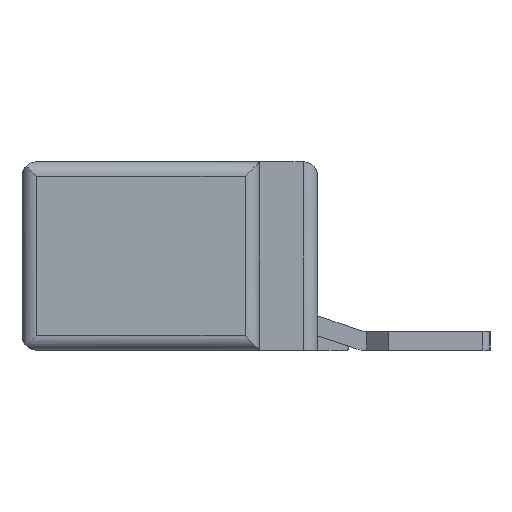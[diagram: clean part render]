
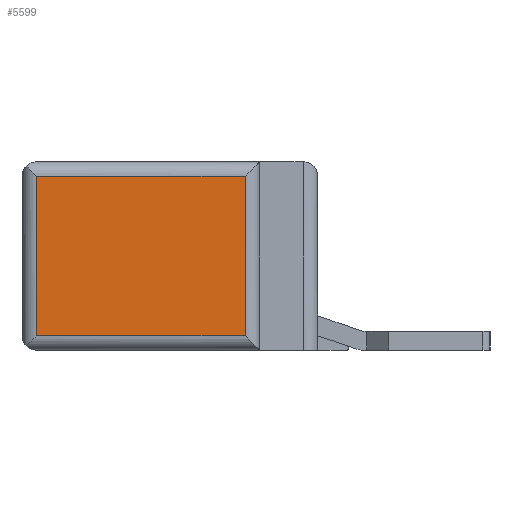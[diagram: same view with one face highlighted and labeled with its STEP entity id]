
A CAD part, left-side view. The second image highlights one B-rep face of the part: STEP entity #5599.
In plain terms, the highlighted planar face has unit normal (-1, 0, 0).
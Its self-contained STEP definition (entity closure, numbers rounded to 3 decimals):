
#877 = CYLINDRICAL_SURFACE('',#878,1.);
#878 = AXIS2_PLACEMENT_3D('',#879,#880,#881);
#879 = CARTESIAN_POINT('',(-46.75,-90.,-5.5));
#880 = DIRECTION('',(0.,1.,0.));
#881 = DIRECTION('',(1.,0.,0.));
#1993 = CYLINDRICAL_SURFACE('',#1994,1.);
#1994 = AXIS2_PLACEMENT_3D('',#1995,#1996,#1997);
#1995 = CARTESIAN_POINT('',(-46.75,-90.,5.5));
#1996 = DIRECTION('',(0.,1.,0.));
#1997 = DIRECTION('',(1.,0.,0.));
#3959 = CYLINDRICAL_SURFACE('',#3960,1.);
#3960 = AXIS2_PLACEMENT_3D('',#3961,#3962,#3963);
#3961 = CARTESIAN_POINT('',(-46.75,5.,-6.5));
#3962 = DIRECTION('',(0.,0.,1.));
#3963 = DIRECTION('',(1.,0.,0.));
#3978 = VERTEX_POINT('',#3979);
#3979 = CARTESIAN_POINT('',(-47.75,5.,5.5));
#4094 = EDGE_CURVE('',#4095,#3978,#4097,.T.);
#4095 = VERTEX_POINT('',#4096);
#4096 = CARTESIAN_POINT('',(-47.75,5.,-5.5));
#4097 = SURFACE_CURVE('',#4098,(#4102,#4109),.PCURVE_S1.);
#4098 = LINE('',#4099,#4100);
#4099 = CARTESIAN_POINT('',(-47.75,5.,-5.5));
#4100 = VECTOR('',#4101,1.);
#4101 = DIRECTION('',(0.,0.,1.));
#4102 = PCURVE('',#3959,#4103);
#4103 = DEFINITIONAL_REPRESENTATION('',(#4104),#4108);
#4104 = LINE('',#4105,#4106);
#4105 = CARTESIAN_POINT('',(3.142,1.));
#4106 = VECTOR('',#4107,1.);
#4107 = DIRECTION('',(0.,1.));
#4108 = ( GEOMETRIC_REPRESENTATION_CONTEXT(2) 
PARAMETRIC_REPRESENTATION_CONTEXT() REPRESENTATION_CONTEXT('2D SPACE',''
  ) );
#4109 = PCURVE('',#4110,#4115);
#4110 = PLANE('',#4111);
#4111 = AXIS2_PLACEMENT_3D('',#4112,#4113,#4114);
#4112 = CARTESIAN_POINT('',(-47.75,19.4,-6.5));
#4113 = DIRECTION('',(-1.,0.,0.));
#4114 = DIRECTION('',(0.,-1.,0.));
#4115 = DEFINITIONAL_REPRESENTATION('',(#4116),#4120);
#4116 = LINE('',#4117,#4118);
#4117 = CARTESIAN_POINT('',(14.4,1.));
#4118 = VECTOR('',#4119,1.);
#4119 = DIRECTION('',(0.,1.));
#4120 = ( GEOMETRIC_REPRESENTATION_CONTEXT(2) 
PARAMETRIC_REPRESENTATION_CONTEXT() REPRESENTATION_CONTEXT('2D SPACE',''
  ) );
#4242 = EDGE_CURVE('',#4095,#4243,#4245,.T.);
#4243 = VERTEX_POINT('',#4244);
#4244 = CARTESIAN_POINT('',(-47.75,19.4,-5.5));
#4245 = SURFACE_CURVE('',#4246,(#4250,#4257),.PCURVE_S1.);
#4246 = LINE('',#4247,#4248);
#4247 = CARTESIAN_POINT('',(-47.75,5.,-5.5));
#4248 = VECTOR('',#4249,1.);
#4249 = DIRECTION('',(0.,1.,0.));
#4250 = PCURVE('',#877,#4251);
#4251 = DEFINITIONAL_REPRESENTATION('',(#4252),#4256);
#4252 = LINE('',#4253,#4254);
#4253 = CARTESIAN_POINT('',(3.142,95.));
#4254 = VECTOR('',#4255,1.);
#4255 = DIRECTION('',(0.,1.));
#4256 = ( GEOMETRIC_REPRESENTATION_CONTEXT(2) 
PARAMETRIC_REPRESENTATION_CONTEXT() REPRESENTATION_CONTEXT('2D SPACE',''
  ) );
#4257 = PCURVE('',#4110,#4258);
#4258 = DEFINITIONAL_REPRESENTATION('',(#4259),#4263);
#4259 = LINE('',#4260,#4261);
#4260 = CARTESIAN_POINT('',(14.4,1.));
#4261 = VECTOR('',#4262,1.);
#4262 = DIRECTION('',(-1.,0.));
#4263 = ( GEOMETRIC_REPRESENTATION_CONTEXT(2) 
PARAMETRIC_REPRESENTATION_CONTEXT() REPRESENTATION_CONTEXT('2D SPACE',''
  ) );
#4306 = CYLINDRICAL_SURFACE('',#4307,1.);
#4307 = AXIS2_PLACEMENT_3D('',#4308,#4309,#4310);
#4308 = CARTESIAN_POINT('',(-46.75,19.4,-6.5));
#4309 = DIRECTION('',(0.,0.,1.));
#4310 = DIRECTION('',(1.,0.,0.));
#5509 = VERTEX_POINT('',#5510);
#5510 = CARTESIAN_POINT('',(-47.75,19.4,5.5));
#5578 = EDGE_CURVE('',#3978,#5509,#5579,.T.);
#5579 = SURFACE_CURVE('',#5580,(#5584,#5591),.PCURVE_S1.);
#5580 = LINE('',#5581,#5582);
#5581 = CARTESIAN_POINT('',(-47.75,5.,5.5));
#5582 = VECTOR('',#5583,1.);
#5583 = DIRECTION('',(0.,1.,0.));
#5584 = PCURVE('',#1993,#5585);
#5585 = DEFINITIONAL_REPRESENTATION('',(#5586),#5590);
#5586 = LINE('',#5587,#5588);
#5587 = CARTESIAN_POINT('',(3.142,95.));
#5588 = VECTOR('',#5589,1.);
#5589 = DIRECTION('',(0.,1.));
#5590 = ( GEOMETRIC_REPRESENTATION_CONTEXT(2) 
PARAMETRIC_REPRESENTATION_CONTEXT() REPRESENTATION_CONTEXT('2D SPACE',''
  ) );
#5591 = PCURVE('',#4110,#5592);
#5592 = DEFINITIONAL_REPRESENTATION('',(#5593),#5597);
#5593 = LINE('',#5594,#5595);
#5594 = CARTESIAN_POINT('',(14.4,12.));
#5595 = VECTOR('',#5596,1.);
#5596 = DIRECTION('',(-1.,0.));
#5597 = ( GEOMETRIC_REPRESENTATION_CONTEXT(2) 
PARAMETRIC_REPRESENTATION_CONTEXT() REPRESENTATION_CONTEXT('2D SPACE',''
  ) );
#5599 = ADVANCED_FACE('',(#5600),#4110,.T.);
#5600 = FACE_BOUND('',#5601,.F.);
#5601 = EDGE_LOOP('',(#5602,#5603,#5624,#5625));
#5602 = ORIENTED_EDGE('',*,*,#4242,.T.);
#5603 = ORIENTED_EDGE('',*,*,#5604,.T.);
#5604 = EDGE_CURVE('',#4243,#5509,#5605,.T.);
#5605 = SURFACE_CURVE('',#5606,(#5610,#5617),.PCURVE_S1.);
#5606 = LINE('',#5607,#5608);
#5607 = CARTESIAN_POINT('',(-47.75,19.4,-5.5));
#5608 = VECTOR('',#5609,1.);
#5609 = DIRECTION('',(0.,0.,1.));
#5610 = PCURVE('',#4110,#5611);
#5611 = DEFINITIONAL_REPRESENTATION('',(#5612),#5616);
#5612 = LINE('',#5613,#5614);
#5613 = CARTESIAN_POINT('',(0.,1.));
#5614 = VECTOR('',#5615,1.);
#5615 = DIRECTION('',(0.,1.));
#5616 = ( GEOMETRIC_REPRESENTATION_CONTEXT(2) 
PARAMETRIC_REPRESENTATION_CONTEXT() REPRESENTATION_CONTEXT('2D SPACE',''
  ) );
#5617 = PCURVE('',#4306,#5618);
#5618 = DEFINITIONAL_REPRESENTATION('',(#5619),#5623);
#5619 = LINE('',#5620,#5621);
#5620 = CARTESIAN_POINT('',(3.142,1.));
#5621 = VECTOR('',#5622,1.);
#5622 = DIRECTION('',(0.,1.));
#5623 = ( GEOMETRIC_REPRESENTATION_CONTEXT(2) 
PARAMETRIC_REPRESENTATION_CONTEXT() REPRESENTATION_CONTEXT('2D SPACE',''
  ) );
#5624 = ORIENTED_EDGE('',*,*,#5578,.F.);
#5625 = ORIENTED_EDGE('',*,*,#4094,.F.);
